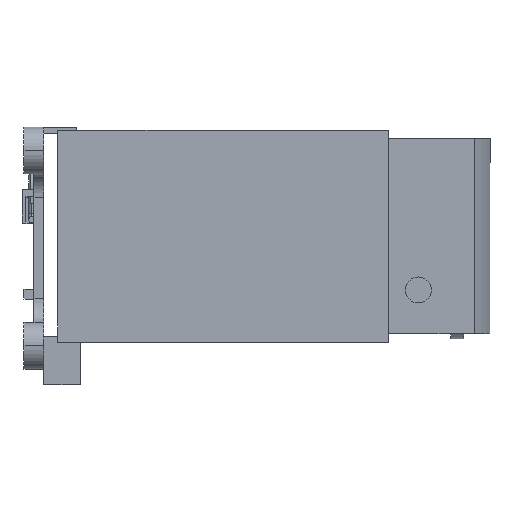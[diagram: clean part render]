
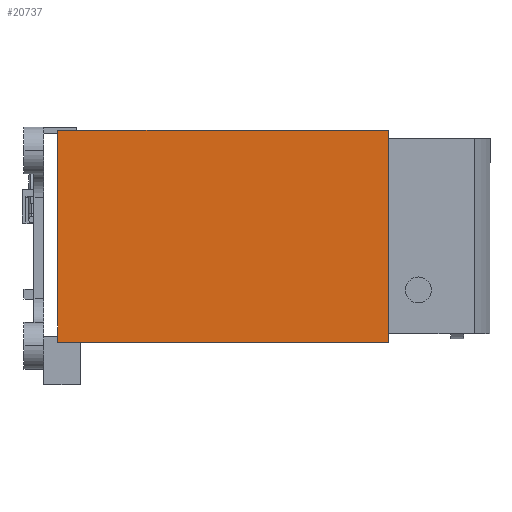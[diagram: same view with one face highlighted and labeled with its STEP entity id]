
A CAD part, left-side view. The second image highlights one B-rep face of the part: STEP entity #20737.
In plain terms, the highlighted planar face has unit normal (-1, 0, 0).
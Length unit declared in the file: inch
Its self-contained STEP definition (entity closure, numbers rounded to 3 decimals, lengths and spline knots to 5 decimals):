
#243 = VERTEX_POINT ( 'NONE', #1819 ) ;
#266 = VECTOR ( 'NONE', #5523, 39.37008 ) ;
#523 = CARTESIAN_POINT ( 'NONE',  ( -2.32961, 2.9311, 0.02756 ) ) ;
#565 = VECTOR ( 'NONE', #27626, 39.37008 ) ;
#1459 = LINE ( 'NONE', #12478, #266 ) ;
#1819 = CARTESIAN_POINT ( 'NONE',  ( -2.32961, 2.41929, 3.22756 ) ) ;
#2934 = ORIENTED_EDGE ( 'NONE', *, *, #3922, .T. ) ;
#3201 = DIRECTION ( 'NONE',  ( 0., 0., 1. ) ) ;
#3478 = FACE_OUTER_BOUND ( 'NONE', #7954, .T. ) ;
#3922 = EDGE_CURVE ( 'NONE', #7166, #18342, #6957, .T. ) ;
#4109 = CARTESIAN_POINT ( 'NONE',  ( -2.32961, 2.41929, 0.02756 ) ) ;
#5458 = EDGE_CURVE ( 'NONE', #7284, #243, #6236, .T. ) ;
#5523 = DIRECTION ( 'NONE',  ( 0., 0., -1. ) ) ;
#6236 = LINE ( 'NONE', #14477, #565 ) ;
#6957 = LINE ( 'NONE', #523, #12201 ) ;
#7166 = VERTEX_POINT ( 'NONE', #13652 ) ;
#7284 = VERTEX_POINT ( 'NONE', #14475 ) ;
#7954 = EDGE_LOOP ( 'NONE', ( #14243, #2934, #22918, #25863 ) ) ;
#9070 = EDGE_CURVE ( 'NONE', #7166, #243, #19339, .T. ) ;
#10663 = DIRECTION ( 'NONE',  ( 0., 0., 1. ) ) ;
#11135 = DIRECTION ( 'NONE',  ( 0., -1., 0. ) ) ;
#11863 = PLANE ( 'NONE',  #14232 ) ;
#11989 = DIRECTION ( 'NONE',  ( -1., 0., 0. ) ) ;
#12201 = VECTOR ( 'NONE', #11135, 39.37008 ) ;
#12478 = CARTESIAN_POINT ( 'NONE',  ( -2.32961, -2.58071, 0.02756 ) ) ;
#13112 = VECTOR ( 'NONE', #10663, 39.37008 ) ;
#13652 = CARTESIAN_POINT ( 'NONE',  ( -2.32961, 2.41929, 0.02756 ) ) ;
#14232 = AXIS2_PLACEMENT_3D ( 'NONE', #18287, #11989, #3201 ) ;
#14243 = ORIENTED_EDGE ( 'NONE', *, *, #9070, .F. ) ;
#14475 = CARTESIAN_POINT ( 'NONE',  ( -2.32961, -2.58071, 3.22756 ) ) ;
#14477 = CARTESIAN_POINT ( 'NONE',  ( -2.32961, -0.08071, 3.22756 ) ) ;
#14699 = EDGE_CURVE ( 'NONE', #7284, #18342, #1459, .T. ) ;
#18287 = CARTESIAN_POINT ( 'NONE',  ( -2.32961, -2.58071, 0.02756 ) ) ;
#18342 = VERTEX_POINT ( 'NONE', #24539 ) ;
#19339 = LINE ( 'NONE', #4109, #13112 ) ;
#20737 = ADVANCED_FACE ( 'NONE', ( #3478 ), #11863, .T. ) ;
#22918 = ORIENTED_EDGE ( 'NONE', *, *, #14699, .F. ) ;
#24539 = CARTESIAN_POINT ( 'NONE',  ( -2.32961, -2.58071, 0.02756 ) ) ;
#25863 = ORIENTED_EDGE ( 'NONE', *, *, #5458, .T. ) ;
#27626 = DIRECTION ( 'NONE',  ( 0., 1., 0. ) ) ;
